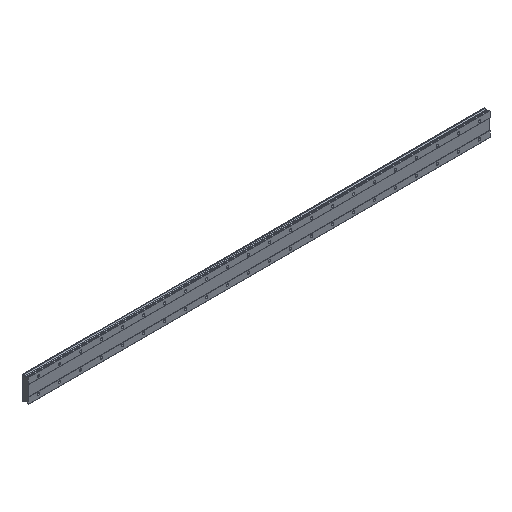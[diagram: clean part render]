
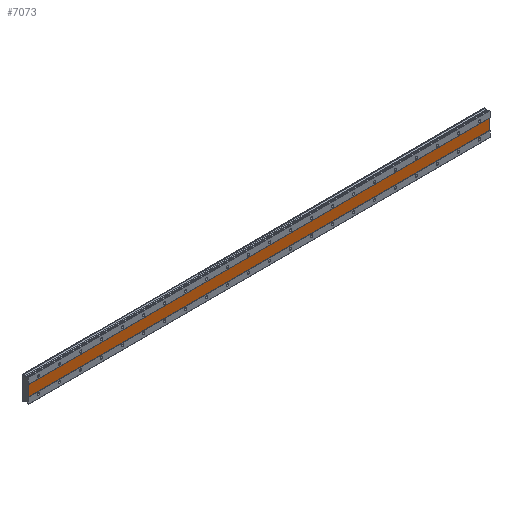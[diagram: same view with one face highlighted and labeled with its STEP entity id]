
A CAD part, isometric view. The second image highlights one B-rep face of the part: STEP entity #7073.
In plain terms, the highlighted planar face has unit normal (0, -1, 0).
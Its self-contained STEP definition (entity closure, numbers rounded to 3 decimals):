
#370 = ORIENTED_EDGE ( 'NONE', *, *, #2705, .F. ) ;
#682 = VERTEX_POINT ( 'NONE', #3825 ) ;
#1097 = CARTESIAN_POINT ( 'NONE',  ( 1720., 1., -20. ) ) ;
#1137 = CARTESIAN_POINT ( 'NONE',  ( -40., 1., 20. ) ) ;
#1210 = DIRECTION ( 'NONE',  ( 0., 0., 1. ) ) ;
#1326 = CARTESIAN_POINT ( 'NONE',  ( 1720., 1., 20. ) ) ;
#1485 = VECTOR ( 'NONE', #2243, 1000. ) ;
#1744 = DIRECTION ( 'NONE',  ( 0., 0., 1. ) ) ;
#1884 = VECTOR ( 'NONE', #3049, 1000. ) ;
#2171 = AXIS2_PLACEMENT_3D ( 'NONE', #1326, #4361, #1210 ) ;
#2243 = DIRECTION ( 'NONE',  ( 1., 0., 0. ) ) ;
#2384 = ORIENTED_EDGE ( 'NONE', *, *, #2891, .F. ) ;
#2457 = EDGE_LOOP ( 'NONE', ( #3487, #370, #2384, #6950 ) ) ;
#2705 = EDGE_CURVE ( 'NONE', #3539, #682, #4982, .T. ) ;
#2891 = EDGE_CURVE ( 'NONE', #6007, #3539, #7757, .T. ) ;
#3049 = DIRECTION ( 'NONE',  ( -1., 0., 0. ) ) ;
#3126 = VECTOR ( 'NONE', #7452, 1000. ) ;
#3236 = CARTESIAN_POINT ( 'NONE',  ( 1720., 1., 20. ) ) ;
#3487 = ORIENTED_EDGE ( 'NONE', *, *, #5337, .F. ) ;
#3539 = VERTEX_POINT ( 'NONE', #3236 ) ;
#3825 = CARTESIAN_POINT ( 'NONE',  ( 1720., 1., -20. ) ) ;
#4361 = DIRECTION ( 'NONE',  ( 0., 1., 0. ) ) ;
#4946 = CARTESIAN_POINT ( 'NONE',  ( 1720., 1., 20. ) ) ;
#4982 = LINE ( 'NONE', #4946, #3126 ) ;
#5337 = EDGE_CURVE ( 'NONE', #682, #7900, #5410, .T. ) ;
#5410 = LINE ( 'NONE', #1097, #1884 ) ;
#5572 = LINE ( 'NONE', #1137, #6813 ) ;
#6007 = VERTEX_POINT ( 'NONE', #6388 ) ;
#6388 = CARTESIAN_POINT ( 'NONE',  ( -40., 1., 20. ) ) ;
#6656 = PLANE ( 'NONE',  #2171 ) ;
#6813 = VECTOR ( 'NONE', #1744, 1000. ) ;
#6817 = FACE_OUTER_BOUND ( 'NONE', #2457, .T. ) ;
#6950 = ORIENTED_EDGE ( 'NONE', *, *, #7922, .F. ) ;
#7039 = CARTESIAN_POINT ( 'NONE',  ( 1720., 1., 20. ) ) ;
#7073 = ADVANCED_FACE ( 'NONE', ( #6817 ), #6656, .F. ) ;
#7244 = CARTESIAN_POINT ( 'NONE',  ( -40., 1., -20. ) ) ;
#7452 = DIRECTION ( 'NONE',  ( 0., 0., -1. ) ) ;
#7757 = LINE ( 'NONE', #7039, #1485 ) ;
#7900 = VERTEX_POINT ( 'NONE', #7244 ) ;
#7922 = EDGE_CURVE ( 'NONE', #7900, #6007, #5572, .T. ) ;
